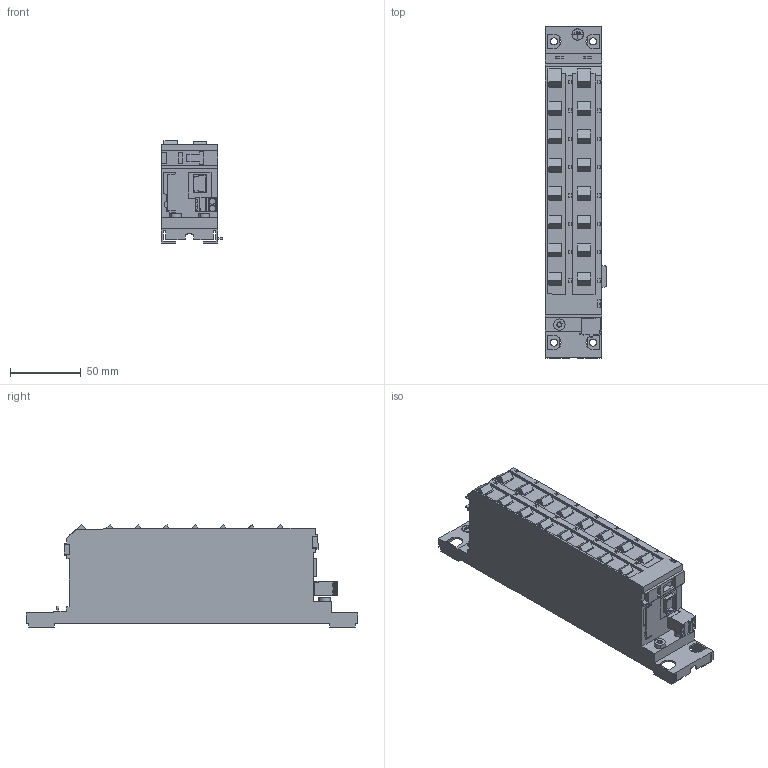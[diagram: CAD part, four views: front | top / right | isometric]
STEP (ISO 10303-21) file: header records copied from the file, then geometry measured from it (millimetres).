
FILE_DESCRIPTION((''),'2;1');
FILE_NAME('MCAD_IC7_60_STAR16-A','2024-05-20T11:20:34',('U382211'),('Danfoss Drives'),'CREO PARAMETRIC BY PTC INC, 2022124','CREO PARAMETRIC BY PTC INC, 2022124','');
FILE_SCHEMA(('CONFIG_CONTROL_DESIGN','GEOMETRIC_VALIDATION_PROPERTIES_MIM'));
Length unit declared in the file: millimetre
Products named in the file (1): MCAD_IC7_60_STAR16-A
Bounding box: 43 x 234 x 72.04 mm (x, y, z)
Volume: 422514.8 mm3; surface area: 58600.3 mm2
Topology: 1 solids, 1 shells, 557 faces, 1553 edges, 1034 vertices
Faces by surface type: plane 494, cylinder 63
Entity records: 19117 total; most frequent: CARTESIAN_POINT 3146, ORIENTED_EDGE 3106, DIRECTION 2801, EDGE_CURVE 1553, VECTOR 1419, LINE 1419, COLOUR_RGB 1327, VERTEX_POINT 1034
